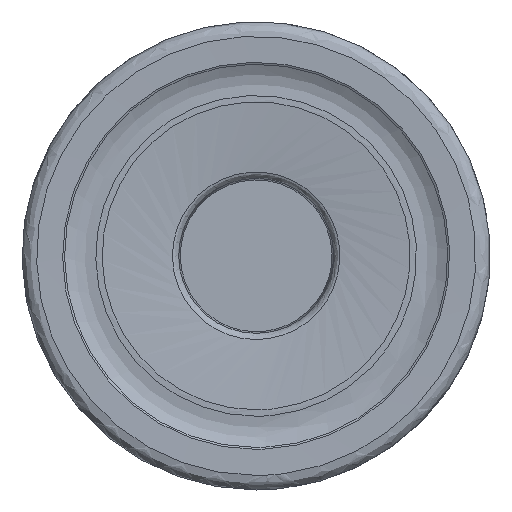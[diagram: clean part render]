
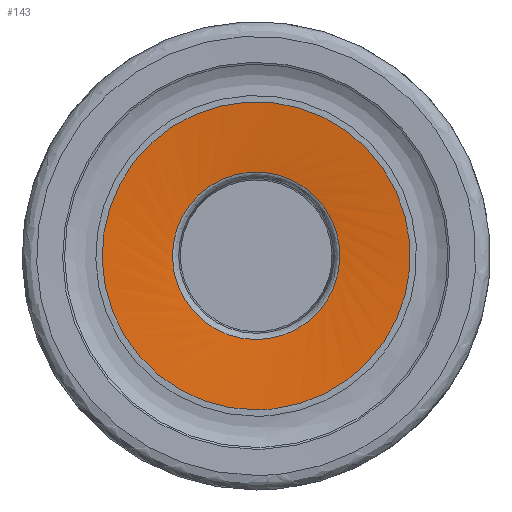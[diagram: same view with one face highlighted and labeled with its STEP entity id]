
A CAD part, left-side view. The second image highlights one B-rep face of the part: STEP entity #143.
In plain terms, the highlighted face is a revolution surface.
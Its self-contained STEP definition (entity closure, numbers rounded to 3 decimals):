
#31=B_SPLINE_CURVE_WITH_KNOTS('',3,(#745,#746,#747,#748,#749,#750,#751,
#752,#753,#754),.UNSPECIFIED.,.F.,.F.,(4,2,2,2,4),(0.,0.25,0.5,0.75,1.),
 .UNSPECIFIED.);
#71=SURFACE_OF_REVOLUTION('',#31,#92);
#92=AXIS1_PLACEMENT('',#755,#609);
#143=ADVANCED_FACE('',(#200,#201),#71,.F.);
#200=FACE_BOUND('',#270,.T.);
#201=FACE_BOUND('',#271,.T.);
#270=EDGE_LOOP('',(#340));
#271=EDGE_LOOP('',(#341));
#340=ORIENTED_EDGE('',*,*,#426,.T.);
#341=ORIENTED_EDGE('',*,*,#425,.F.);
#390=VERTEX_POINT('',#736);
#391=VERTEX_POINT('',#744);
#425=EDGE_CURVE('',#390,#390,#460,.T.);
#426=EDGE_CURVE('',#391,#391,#461,.T.);
#460=CIRCLE('',#511,8.221);
#461=CIRCLE('',#512,4.469);
#511=AXIS2_PLACEMENT_3D('',#735,#604,#605);
#512=AXIS2_PLACEMENT_3D('',#743,#607,#608);
#604=DIRECTION('',(1.,0.,0.));
#605=DIRECTION('',(0.,0.,-1.));
#607=DIRECTION('',(1.,0.,0.));
#608=DIRECTION('',(0.,0.,-1.));
#609=DIRECTION('',(1.,0.,0.));
#735=CARTESIAN_POINT('',(0.408,0.,0.));
#736=CARTESIAN_POINT('',(0.408,0.,-8.221));
#743=CARTESIAN_POINT('',(0.761,0.,0.));
#744=CARTESIAN_POINT('',(0.761,0.,-4.469));
#745=CARTESIAN_POINT('',(0.408,-8.137,1.174));
#746=CARTESIAN_POINT('',(0.439,-7.783,1.259));
#747=CARTESIAN_POINT('',(0.464,-7.429,1.345));
#748=CARTESIAN_POINT('',(0.523,-6.721,1.517));
#749=CARTESIAN_POINT('',(0.556,-6.368,1.602));
#750=CARTESIAN_POINT('',(0.618,-5.66,1.773));
#751=CARTESIAN_POINT('',(0.644,-5.306,1.859));
#752=CARTESIAN_POINT('',(0.699,-4.598,2.03));
#753=CARTESIAN_POINT('',(0.726,-4.244,2.116));
#754=CARTESIAN_POINT('',(0.761,-3.89,2.201));
#755=CARTESIAN_POINT('',(0.,0.,0.));
